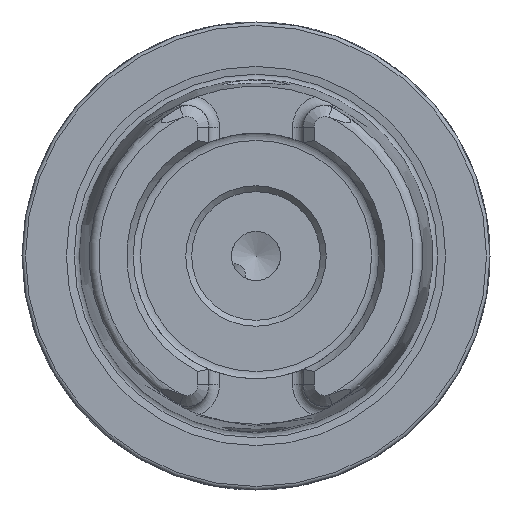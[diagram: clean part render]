
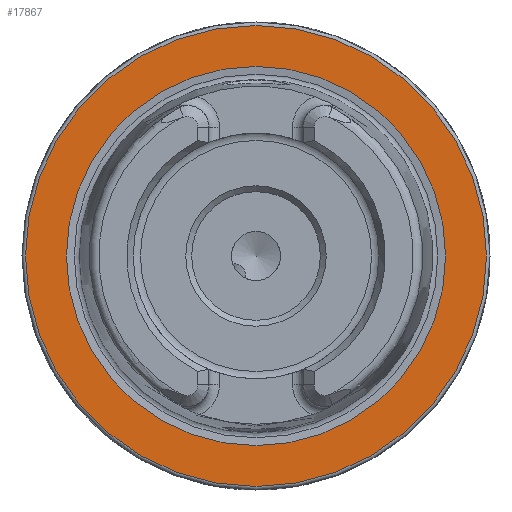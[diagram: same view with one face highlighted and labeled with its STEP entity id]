
A CAD part, left-side view. The second image highlights one B-rep face of the part: STEP entity #17867.
In plain terms, the highlighted planar face has unit normal (-1, 0, 0).
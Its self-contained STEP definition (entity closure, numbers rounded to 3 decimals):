
#2400 = PLANE ( 'NONE',  #4560 ) ;
#3148 = EDGE_LOOP ( 'NONE', ( #14917 ) ) ;
#3887 = CIRCLE ( 'NONE', #24184, 16.207 ) ;
#4560 = AXIS2_PLACEMENT_3D ( 'NONE', #26640, #31996, #13212 ) ;
#6508 = EDGE_LOOP ( 'NONE', ( #6670 ) ) ;
#6670 = ORIENTED_EDGE ( 'NONE', *, *, #29269, .F. ) ;
#9028 = CARTESIAN_POINT ( 'NONE',  ( -50., 0., 16.207 ) ) ;
#11029 = DIRECTION ( 'NONE',  ( 0., 0., 1. ) ) ;
#11801 = DIRECTION ( 'NONE',  ( 0., 0., 1. ) ) ;
#11923 = DIRECTION ( 'NONE',  ( -1., 0., 0. ) ) ;
#12997 = FACE_BOUND ( 'NONE', #6508, .T. ) ;
#13212 = DIRECTION ( 'NONE',  ( 0., 0., -1. ) ) ;
#14689 = EDGE_CURVE ( 'NONE', #16733, #16733, #31201, .T. ) ;
#14917 = ORIENTED_EDGE ( 'NONE', *, *, #14689, .T. ) ;
#16733 = VERTEX_POINT ( 'NONE', #27655 ) ;
#17867 = ADVANCED_FACE ( 'NONE', ( #12997, #30210 ), #2400, .F. ) ;
#19191 = AXIS2_PLACEMENT_3D ( 'NONE', #21799, #24234, #11029 ) ;
#21799 = CARTESIAN_POINT ( 'NONE',  ( -50., 0., 0. ) ) ;
#22693 = CARTESIAN_POINT ( 'NONE',  ( -50., 0., 0. ) ) ;
#24184 = AXIS2_PLACEMENT_3D ( 'NONE', #22693, #11923, #11801 ) ;
#24234 = DIRECTION ( 'NONE',  ( -1., 0., 0. ) ) ;
#26640 = CARTESIAN_POINT ( 'NONE',  ( -50., 19.7, 0. ) ) ;
#27655 = CARTESIAN_POINT ( 'NONE',  ( -50., 0., 19.7 ) ) ;
#27661 = VERTEX_POINT ( 'NONE', #9028 ) ;
#29269 = EDGE_CURVE ( 'NONE', #27661, #27661, #3887, .T. ) ;
#30210 = FACE_OUTER_BOUND ( 'NONE', #3148, .T. ) ;
#31201 = CIRCLE ( 'NONE', #19191, 19.7 ) ;
#31996 = DIRECTION ( 'NONE',  ( 1., 0., 0. ) ) ;
